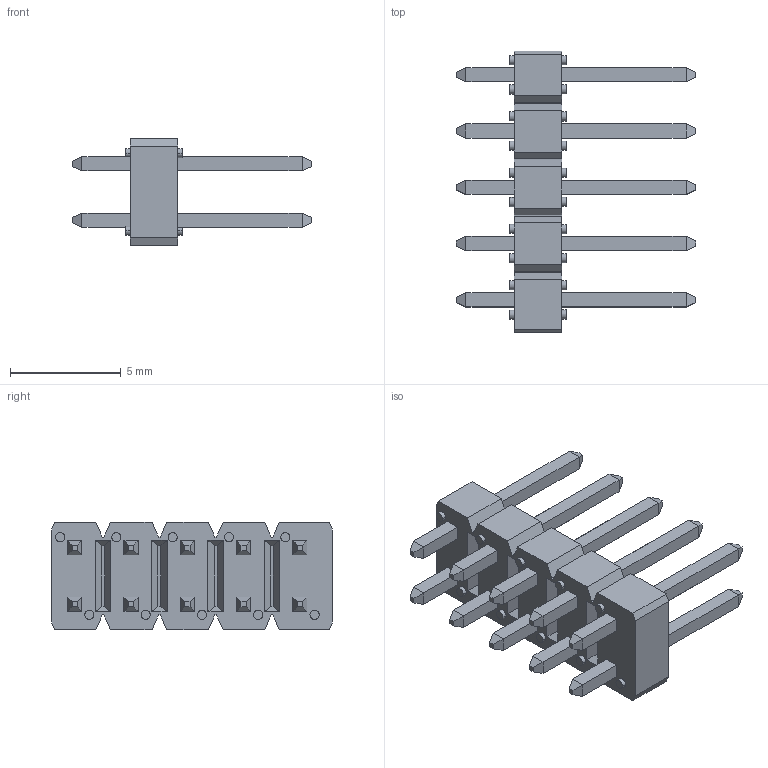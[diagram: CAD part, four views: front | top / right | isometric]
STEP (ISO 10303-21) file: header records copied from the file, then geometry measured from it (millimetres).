
FILE_DESCRIPTION((''),'2;1');
FILE_NAME('67996-X10_ASM','2019-08-20T',('KumarP'),('AFCI'),'CREO PARAMETRIC BY PTC INC, 2016130','CREO PARAMETRIC BY PTC INC, 2016130','');
FILE_SCHEMA(('CONFIG_CONTROL_DESIGN'));
Length unit declared in the file: millimetre
Products named in the file (1): 67996-X10_ASM
Bounding box: 10.79 x 12.7 x 4.83 mm (x, y, z)
Volume: 156.5 mm3; surface area: 435.3 mm2
Topology: 1 solids, 1 shells, 322 faces, 736 edges, 464 vertices
Faces by surface type: plane 282, cylinder 40
Entity records: 8878 total; most frequent: CARTESIAN_POINT 1522, ORIENTED_EDGE 1472, DIRECTION 1460, EDGE_CURVE 736, VECTOR 656, LINE 656, VERTEX_POINT 464, AXIS2_PLACEMENT_3D 402
